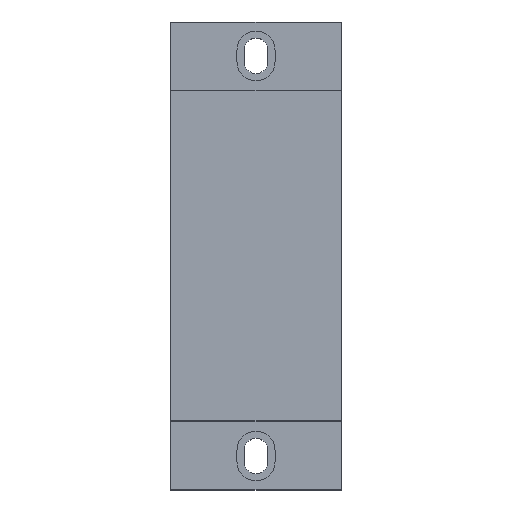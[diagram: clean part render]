
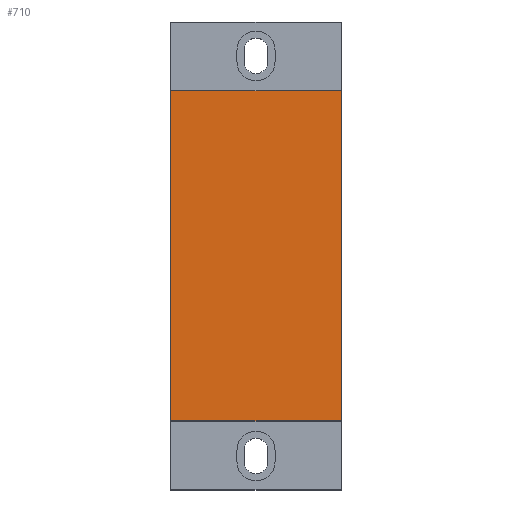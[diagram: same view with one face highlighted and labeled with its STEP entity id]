
A CAD part, top view. The second image highlights one B-rep face of the part: STEP entity #710.
In plain terms, the highlighted planar face has unit normal (0, 0, 1).
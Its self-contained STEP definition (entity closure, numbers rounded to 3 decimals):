
#193=DIRECTION('',(0.,-1.,0.));
#194=VECTOR('',#193,57.9);
#195=CARTESIAN_POINT('',(-14.95,28.95,7.45));
#196=LINE('',#195,#194);
#197=DIRECTION('',(-1.,0.,0.));
#198=VECTOR('',#197,29.9);
#199=CARTESIAN_POINT('',(14.95,28.95,7.45));
#200=LINE('',#199,#198);
#201=DIRECTION('',(0.,1.,0.));
#202=VECTOR('',#201,57.9);
#203=CARTESIAN_POINT('',(14.95,-28.95,7.45));
#204=LINE('',#203,#202);
#205=DIRECTION('',(1.,0.,0.));
#206=VECTOR('',#205,29.9);
#207=CARTESIAN_POINT('',(-14.95,-28.95,7.45));
#208=LINE('',#207,#206);
#385=CARTESIAN_POINT('',(-14.95,28.95,7.45));
#386=CARTESIAN_POINT('',(-14.95,-28.95,7.45));
#387=VERTEX_POINT('',#385);
#388=VERTEX_POINT('',#386);
#389=CARTESIAN_POINT('',(14.95,-28.95,7.45));
#390=VERTEX_POINT('',#389);
#391=CARTESIAN_POINT('',(14.95,28.95,7.45));
#392=VERTEX_POINT('',#391);
#699=CARTESIAN_POINT('',(0.,0.,7.45));
#700=DIRECTION('',(0.,0.,1.));
#701=DIRECTION('',(1.,0.,0.));
#702=AXIS2_PLACEMENT_3D('',#699,#700,#701);
#703=PLANE('',#702);
#704=ORIENTED_EDGE('',*,*,#651,.F.);
#705=ORIENTED_EDGE('',*,*,#666,.F.);
#706=ORIENTED_EDGE('',*,*,#680,.F.);
#707=ORIENTED_EDGE('',*,*,#693,.F.);
#708=EDGE_LOOP('',(#704,#705,#706,#707));
#709=FACE_OUTER_BOUND('',#708,.F.);
#710=ADVANCED_FACE('',(#709),#703,.T.);
#651=EDGE_CURVE('',#387,#388,#196,.T.);
#666=EDGE_CURVE('',#392,#387,#200,.T.);
#680=EDGE_CURVE('',#390,#392,#204,.T.);
#693=EDGE_CURVE('',#388,#390,#208,.T.);
